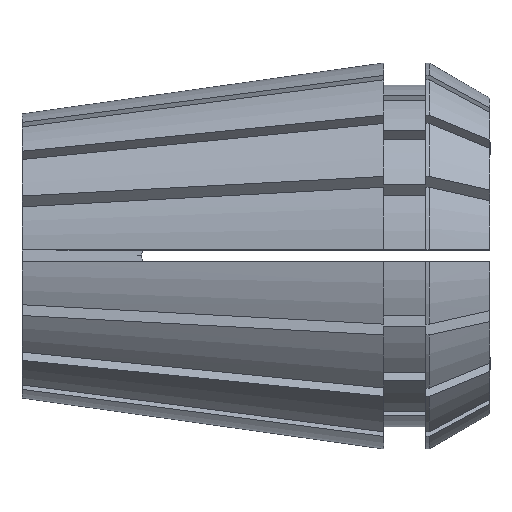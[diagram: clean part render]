
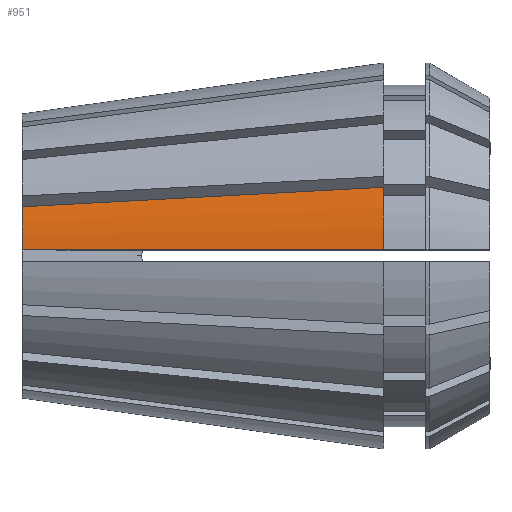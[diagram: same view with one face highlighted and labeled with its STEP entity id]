
A CAD part, top view. The second image highlights one B-rep face of the part: STEP entity #951.
In plain terms, the highlighted conical face has half-angle 8 degrees and reference radius 16.5 mm.
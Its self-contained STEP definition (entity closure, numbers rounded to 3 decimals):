
#409 = CARTESIAN_POINT ( 'NONE',  ( 0., 4.187, 11.414 ) ) ;
#446 = EDGE_LOOP ( 'NONE', ( #2143, #2428, #2600, #5392 ) ) ;
#717 = CARTESIAN_POINT ( 'NONE',  ( 27.655, 0.5, 16.037 ) ) ;
#739 = CARTESIAN_POINT ( 'NONE',  ( 0., 4.187, 11.414 ) ) ;
#740 = CARTESIAN_POINT ( 'NONE',  ( 11.301, 0.5, 13.737 ) ) ;
#764 = CARTESIAN_POINT ( 'NONE',  ( 0., 0.5, 12.147 ) ) ;
#787 = DIRECTION ( 'NONE',  ( -1., 0., 0. ) ) ;
#951 = ADVANCED_FACE ( 'NONE', ( #5416 ), #5347, .T. ) ;
#1017 = B_SPLINE_CURVE_WITH_KNOTS ( 'NONE', 3,
 ( #739, #3421, #4812, #4344, #3911, #1226, #2112 ),
 .UNSPECIFIED., .F., .F.,
 ( 4, 3, 4 ),
 ( 0., 0.021, 0.031 ),
 .UNSPECIFIED. ) ;
#1020 = EDGE_CURVE ( 'NONE', #2084, #1463, #5283, .T. ) ;
#1211 = CARTESIAN_POINT ( 'NONE',  ( 1.312, 0.5, 12.332 ) ) ;
#1226 = CARTESIAN_POINT ( 'NONE',  ( 27.645, 5.674, 15.006 ) ) ;
#1336 = CARTESIAN_POINT ( 'NONE',  ( 0., 0.5, 12.147 ) ) ;
#1463 = VERTEX_POINT ( 'NONE', #1336 ) ;
#1530 = DIRECTION ( 'NONE',  ( 0., 0., -1. ) ) ;
#1979 = AXIS2_PLACEMENT_3D ( 'NONE', #4311, #3788, #4273 ) ;
#2004 = CARTESIAN_POINT ( 'NONE',  ( 30.9, 0., 0. ) ) ;
#2008 = AXIS2_PLACEMENT_3D ( 'NONE', #2004, #3803, #1530 ) ;
#2084 = VERTEX_POINT ( 'NONE', #3658 ) ;
#2095 = CARTESIAN_POINT ( 'NONE',  ( 26.033, 0.5, 15.808 ) ) ;
#2112 = CARTESIAN_POINT ( 'NONE',  ( 30.9, 5.85, 15.429 ) ) ;
#2143 = ORIENTED_EDGE ( 'NONE', *, *, #4265, .F. ) ;
#2428 = ORIENTED_EDGE ( 'NONE', *, *, #3821, .F. ) ;
#2481 = CARTESIAN_POINT ( 'NONE',  ( 18.667, 0.5, 14.773 ) ) ;
#2600 = ORIENTED_EDGE ( 'NONE', *, *, #1020, .F. ) ;
#2903 = VERTEX_POINT ( 'NONE', #409 ) ;
#2976 = CARTESIAN_POINT ( 'NONE',  ( 30.9, 0.5, 16.493 ) ) ;
#3032 = CIRCLE ( 'NONE', #1979, 16.5 ) ;
#3139 = CARTESIAN_POINT ( 'NONE',  ( 30.9, 5.85, 15.429 ) ) ;
#3421 = CARTESIAN_POINT ( 'NONE',  ( 7.045, 4.566, 12.33 ) ) ;
#3658 = CARTESIAN_POINT ( 'NONE',  ( 30.9, 0.5, 16.493 ) ) ;
#3788 = DIRECTION ( 'NONE',  ( -1., 0., 0. ) ) ;
#3803 = DIRECTION ( 'NONE',  ( 1., 0., 0. ) ) ;
#3821 = EDGE_CURVE ( 'NONE', #1463, #2903, #5517, .T. ) ;
#3911 = CARTESIAN_POINT ( 'NONE',  ( 24.391, 5.499, 14.583 ) ) ;
#3920 = CARTESIAN_POINT ( 'NONE',  ( 0., 0., 0. ) ) ;
#3984 = EDGE_CURVE ( 'NONE', #2084, #5053, #3032, .T. ) ;
#4265 = EDGE_CURVE ( 'NONE', #2903, #5053, #1017, .T. ) ;
#4273 = DIRECTION ( 'NONE',  ( 0., 0., 1. ) ) ;
#4311 = CARTESIAN_POINT ( 'NONE',  ( 30.9, 0., 0. ) ) ;
#4344 = CARTESIAN_POINT ( 'NONE',  ( 21.136, 5.324, 14.16 ) ) ;
#4505 = AXIS2_PLACEMENT_3D ( 'NONE', #3920, #787, #4777 ) ;
#4755 = CARTESIAN_POINT ( 'NONE',  ( 3.935, 0.5, 12.701 ) ) ;
#4773 = CARTESIAN_POINT ( 'NONE',  ( 2.623, 0.5, 12.516 ) ) ;
#4777 = DIRECTION ( 'NONE',  ( 0., 0., 1. ) ) ;
#4812 = CARTESIAN_POINT ( 'NONE',  ( 14.091, 4.945, 13.245 ) ) ;
#5053 = VERTEX_POINT ( 'NONE', #3139 ) ;
#5283 = B_SPLINE_CURVE_WITH_KNOTS ( 'NONE', 3,
 ( #2976, #5718, #717, #2095, #2481, #740, #4755, #4773, #1211, #764 ),
 .UNSPECIFIED., .F., .F.,
 ( 4, 3, 3, 4 ),
 ( 0.062, 0.067, 0.09, 0.094 ),
 .UNSPECIFIED. ) ;
#5347 = CONICAL_SURFACE ( 'NONE', #2008, 16.5, 0.14 ) ;
#5392 = ORIENTED_EDGE ( 'NONE', *, *, #3984, .T. ) ;
#5416 = FACE_OUTER_BOUND ( 'NONE', #446, .T. ) ;
#5517 = CIRCLE ( 'NONE', #4505, 12.158 ) ;
#5718 = CARTESIAN_POINT ( 'NONE',  ( 29.278, 0.5, 16.265 ) ) ;
